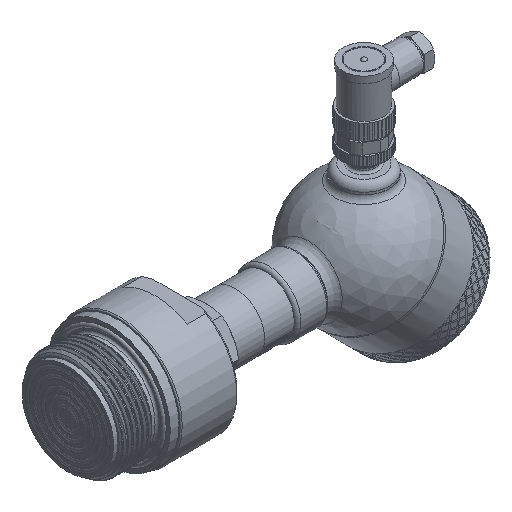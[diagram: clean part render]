
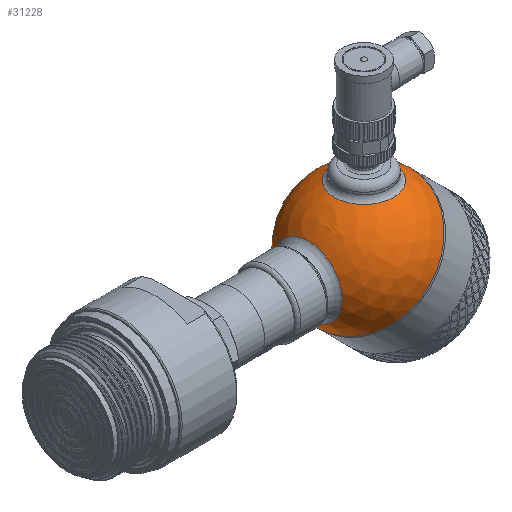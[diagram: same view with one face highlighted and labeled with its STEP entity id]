
A CAD part, isometric view. The second image highlights one B-rep face of the part: STEP entity #31228.
In plain terms, the highlighted spherical face has radius 30 mm.
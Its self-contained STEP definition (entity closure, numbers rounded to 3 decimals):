
#43=SPHERICAL_SURFACE('',#32578,30.);
#434=FACE_BOUND('',#10472,.T.);
#435=FACE_BOUND('',#10473,.T.);
#8346=FACE_OUTER_BOUND('',#10471,.T.);
#10471=EDGE_LOOP('',(#27065,#27066,#27067,#27068));
#10472=EDGE_LOOP('',(#27069));
#10473=EDGE_LOOP('',(#27070));
#11297=CIRCLE('',#32575,15.643);
#11300=CIRCLE('',#32579,30.);
#11301=CIRCLE('',#32580,30.);
#11302=CIRCLE('',#32581,30.);
#11303=CIRCLE('',#32582,13.5);
#14287=VERTEX_POINT('',#68507);
#14289=VERTEX_POINT('',#68513);
#14290=VERTEX_POINT('',#68514);
#14291=VERTEX_POINT('',#68516);
#14292=VERTEX_POINT('',#68519);
#18676=EDGE_CURVE('',#14287,#14287,#11297,.T.);
#18679=EDGE_CURVE('',#14289,#14290,#11300,.T.);
#18680=EDGE_CURVE('',#14289,#14291,#11301,.T.);
#18681=EDGE_CURVE('',#14290,#14289,#11302,.T.);
#18682=EDGE_CURVE('',#14292,#14292,#11303,.T.);
#27065=ORIENTED_EDGE('',*,*,#18679,.F.);
#27066=ORIENTED_EDGE('',*,*,#18680,.T.);
#27067=ORIENTED_EDGE('',*,*,#18680,.F.);
#27068=ORIENTED_EDGE('',*,*,#18681,.F.);
#27069=ORIENTED_EDGE('',*,*,#18676,.F.);
#27070=ORIENTED_EDGE('',*,*,#18682,.F.);
#31228=ADVANCED_FACE('',(#8346,#434,#435),#43,.T.);
#32575=AXIS2_PLACEMENT_3D('',#68508,#35914,#35915);
#32578=AXIS2_PLACEMENT_3D('',#68512,#35920,#35921);
#32579=AXIS2_PLACEMENT_3D('',#68515,#35922,#35923);
#32580=AXIS2_PLACEMENT_3D('',#68517,#35924,#35925);
#32581=AXIS2_PLACEMENT_3D('',#68518,#35926,#35927);
#32582=AXIS2_PLACEMENT_3D('',#68520,#35928,#35929);
#35914=DIRECTION('center_axis',(-0.707,0.,0.707));
#35915=DIRECTION('ref_axis',(0.707,0.,0.707));
#35920=DIRECTION('center_axis',(1.,0.,0.));
#35921=DIRECTION('ref_axis',(0.,-1.,0.));
#35922=DIRECTION('center_axis',(1.,0.,0.));
#35923=DIRECTION('ref_axis',(0.,1.,0.));
#35924=DIRECTION('center_axis',(0.,0.,1.));
#35925=DIRECTION('ref_axis',(0.,1.,0.));
#35926=DIRECTION('center_axis',(1.,0.,0.));
#35927=DIRECTION('ref_axis',(0.,1.,0.));
#35928=DIRECTION('center_axis',(-0.707,0.,-0.707));
#35929=DIRECTION('ref_axis',(-0.707,0.,0.707));
#68507=CARTESIAN_POINT('',(-29.162,0.,7.04));
#68508=CARTESIAN_POINT('Origin',(-18.101,0.,18.101));
#68512=CARTESIAN_POINT('Origin',(0.,0.,0.));
#68513=CARTESIAN_POINT('',(0.,30.,0.));
#68514=CARTESIAN_POINT('',(0.,-30.,0.));
#68515=CARTESIAN_POINT('Origin',(0.,0.,0.));
#68516=CARTESIAN_POINT('',(-30.,0.,0.));
#68517=CARTESIAN_POINT('Origin',(0.,0.,0.));
#68518=CARTESIAN_POINT('Origin',(0.,0.,0.));
#68519=CARTESIAN_POINT('',(-9.398,0.,-28.49));
#68520=CARTESIAN_POINT('Origin',(-18.944,0.,-18.944));
